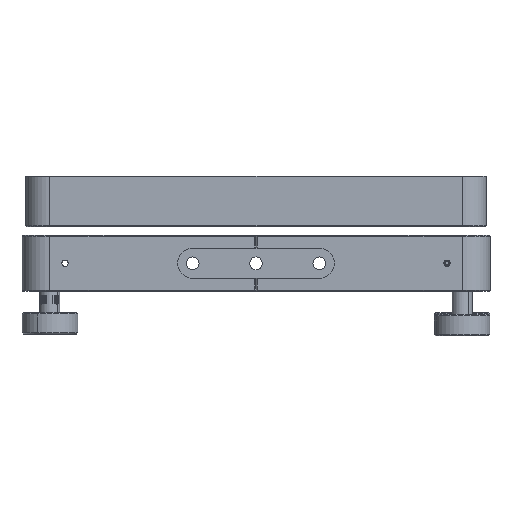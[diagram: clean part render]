
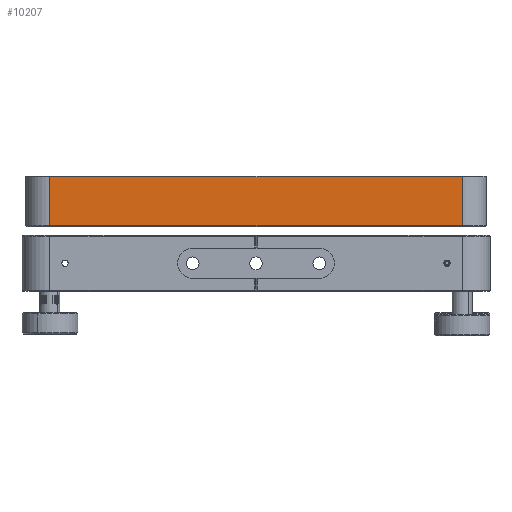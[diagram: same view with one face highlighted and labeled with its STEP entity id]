
A CAD part, front view. The second image highlights one B-rep face of the part: STEP entity #10207.
In plain terms, the highlighted planar face has unit normal (0, -1, 0).
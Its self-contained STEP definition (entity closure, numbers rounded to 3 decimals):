
#14 = DIRECTION ( 'NONE',  ( 0., 1., 0. ) ) ;
#1358 = CARTESIAN_POINT ( 'NONE',  ( -91., -91., 14.745 ) ) ;
#1518 = ORIENTED_EDGE ( 'NONE', *, *, #1666, .T. ) ;
#1666 = EDGE_CURVE ( 'NONE', #2044, #3978, #5978, .T. ) ;
#1667 = VERTEX_POINT ( 'NONE', #15527 ) ;
#1830 = FACE_OUTER_BOUND ( 'NONE', #5762, .T. ) ;
#1978 = DIRECTION ( 'NONE',  ( 0., 0., -1. ) ) ;
#2044 = VERTEX_POINT ( 'NONE', #8225 ) ;
#3978 = VERTEX_POINT ( 'NONE', #8940 ) ;
#4215 = VECTOR ( 'NONE', #1978, 1000. ) ;
#4946 = CARTESIAN_POINT ( 'NONE',  ( -91., -91., 34.495 ) ) ;
#5336 = EDGE_CURVE ( 'NONE', #1667, #2044, #11230, .T. ) ;
#5762 = EDGE_LOOP ( 'NONE', ( #10665, #1518, #18355, #15944 ) ) ;
#5978 = LINE ( 'NONE', #1358, #7855 ) ;
#6163 = DIRECTION ( 'NONE',  ( 0., 0., -1. ) ) ;
#6732 = CARTESIAN_POINT ( 'NONE',  ( 81.5, -91., 34.495 ) ) ;
#7151 = CARTESIAN_POINT ( 'NONE',  ( -81.5, -91., 34.245 ) ) ;
#7855 = VECTOR ( 'NONE', #17037, 1000. ) ;
#8225 = CARTESIAN_POINT ( 'NONE',  ( -81.5, -91., 14.745 ) ) ;
#8940 = CARTESIAN_POINT ( 'NONE',  ( 81.5, -91., 14.745 ) ) ;
#9246 = CARTESIAN_POINT ( 'NONE',  ( 81.5, -91., 34.245 ) ) ;
#9423 = EDGE_CURVE ( 'NONE', #16380, #1667, #15807, .T. ) ;
#9827 = CARTESIAN_POINT ( 'NONE',  ( -81.5, -91., 34.495 ) ) ;
#10207 = ADVANCED_FACE ( 'NONE', ( #1830 ), #15515, .F. ) ;
#10441 = EDGE_CURVE ( 'NONE', #3978, #16380, #14504, .T. ) ;
#10665 = ORIENTED_EDGE ( 'NONE', *, *, #5336, .T. ) ;
#11230 = LINE ( 'NONE', #9827, #4215 ) ;
#12891 = DIRECTION ( 'NONE',  ( 0., 0., 1. ) ) ;
#13122 = VECTOR ( 'NONE', #16884, 1000. ) ;
#13932 = AXIS2_PLACEMENT_3D ( 'NONE', #4946, #14, #6163 ) ;
#14504 = LINE ( 'NONE', #6732, #17457 ) ;
#15515 = PLANE ( 'NONE',  #13932 ) ;
#15527 = CARTESIAN_POINT ( 'NONE',  ( -81.5, -91., 34.245 ) ) ;
#15807 = LINE ( 'NONE', #7151, #13122 ) ;
#15944 = ORIENTED_EDGE ( 'NONE', *, *, #9423, .T. ) ;
#16380 = VERTEX_POINT ( 'NONE', #9246 ) ;
#16884 = DIRECTION ( 'NONE',  ( -1., 0., 0. ) ) ;
#17037 = DIRECTION ( 'NONE',  ( 1., 0., 0. ) ) ;
#17457 = VECTOR ( 'NONE', #12891, 1000. ) ;
#18355 = ORIENTED_EDGE ( 'NONE', *, *, #10441, .T. ) ;
